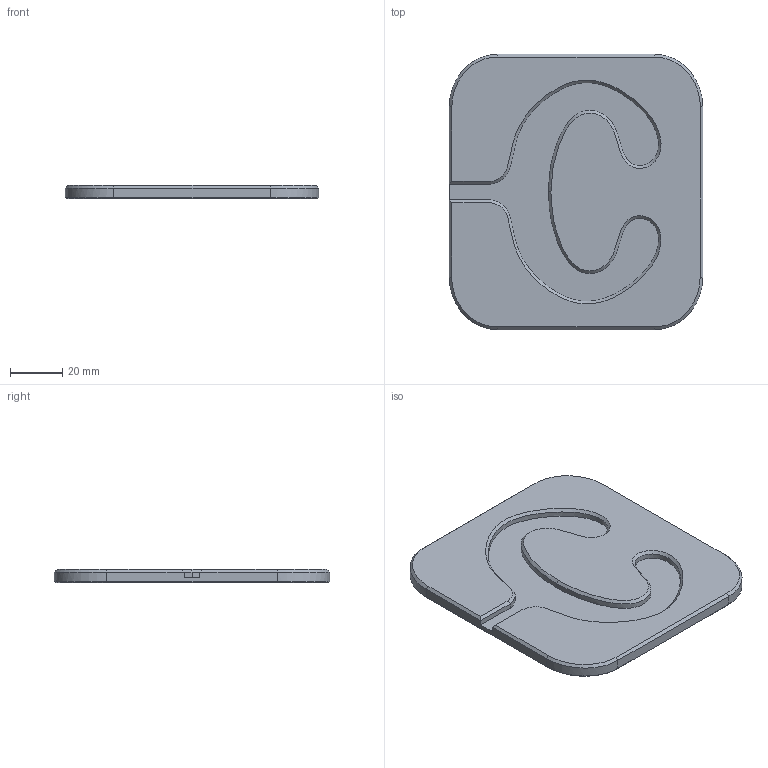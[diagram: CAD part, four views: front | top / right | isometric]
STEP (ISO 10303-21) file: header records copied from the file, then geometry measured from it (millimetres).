
FILE_DESCRIPTION(/* description */ (''),/* implementation_level */ '2;1');
FILE_NAME(/* name */ 'cEEGrid Applicator v19.step',/* time_stamp */ '2023-11-01T14:40:33+01:00',/* author */ (''),/* organization */ (''),/* preprocessor_version */ 'ST-DEVELOPER v19.2',/* originating_system */ 'Autodesk Translation Framework v11.17.0.187',/* authorisation */ '');
FILE_SCHEMA (('AUTOMOTIVE_DESIGN { 1 0 10303 214 3 1 1 }'));
Length unit declared in the file: millimetre
Products named in the file (1): cEEGrid Applicator
Bounding box: 96.6 x 105 x 5 mm (x, y, z)
Volume: 42272.6 mm3; surface area: 22153.8 mm2
Topology: 1 solids, 1 shells, 36 faces, 81 edges, 47 vertices
Faces by surface type: plane 20, bspline 16
Entity records: 2163 total; most frequent: CARTESIAN_POINT 1411, ORIENTED_EDGE 162, DIRECTION 130, EDGE_CURVE 81, LINE 56, VECTOR 56, VERTEX_POINT 47, AXIS2_PLACEMENT_3D 37
